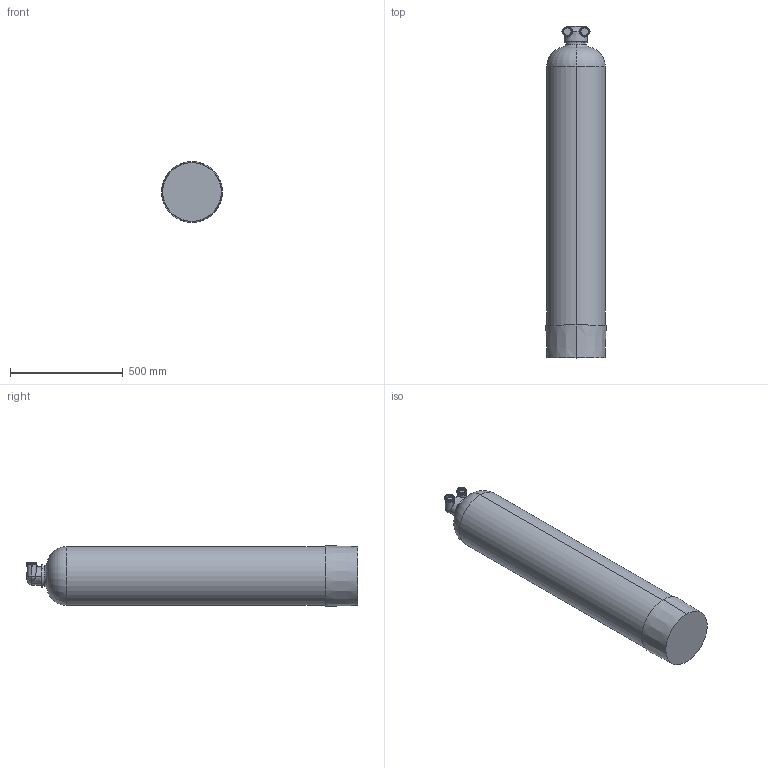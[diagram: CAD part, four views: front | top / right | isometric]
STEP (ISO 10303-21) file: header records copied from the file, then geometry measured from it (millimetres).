
FILE_DESCRIPTION (( 'STEP AP203' ), '1' );
FILE_NAME ('OF1054-20-D.STEP', '2022-11-18T11:33:23', ( '' ), ( '' ), 'SwSTEP 2.0', 'SolidWorks 2021', '' );
FILE_SCHEMA (( 'CONFIG_CONTROL_DESIGN' ));
Length unit declared in the file: millimetre
Products named in the file (1): OF1054-20-D
Bounding box: 270 x 1473 x 270 mm (x, y, z)
Volume: 73127233 mm3; surface area: 1248137.1 mm2
Topology: 1 solids, 1 shells, 154 faces, 375 edges, 233 vertices
Faces by surface type: plane 59, cylinder 51, bspline 22, cone 10, torus 8, sphere 4
Entity records: 9750 total; most frequent: CARTESIAN_POINT 6356, ORIENTED_EDGE 738, DIRECTION 642, EDGE_CURVE 369, AXIS2_PLACEMENT_3D 248, VERTEX_POINT 231, EDGE_LOOP 168, FACE_OUTER_BOUND 154
